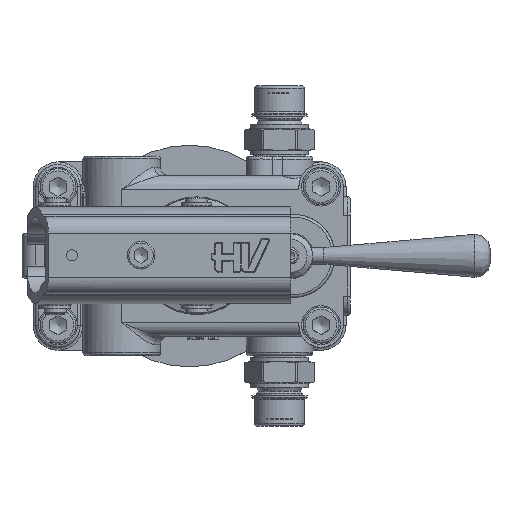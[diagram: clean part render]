
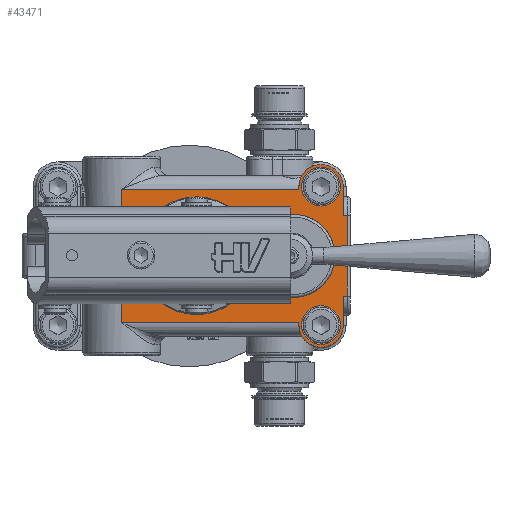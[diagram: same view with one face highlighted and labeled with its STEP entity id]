
A CAD part, top view. The second image highlights one B-rep face of the part: STEP entity #43471.
In plain terms, the highlighted planar face has unit normal (0, 0, 1).
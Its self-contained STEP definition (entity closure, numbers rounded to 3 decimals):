
#14762=CARTESIAN_POINT('',(111.,59.,43.));
#14763=VERTEX_POINT('',#14762);
#14764=CARTESIAN_POINT('',(104.,59.,43.));
#14765=DIRECTION('',(0.0,0.0,-1.0));
#14766=DIRECTION('',(1.0,0.0,0.0));
#14767=AXIS2_PLACEMENT_3D('',#14764,#14765,#14766);
#14768=CIRCLE('',#14767,7.);
#14769=EDGE_CURVE('',#14763,#14763,#14768,.T.);
#14810=CARTESIAN_POINT('',(111.0,9.,43.));
#14811=VERTEX_POINT('',#14810);
#14812=CARTESIAN_POINT('',(104.0,9.,43.));
#14813=DIRECTION('',(0.0,0.0,-1.0));
#14814=DIRECTION('',(1.0,0.0,0.0));
#14815=AXIS2_PLACEMENT_3D('',#14812,#14813,#14814);
#14816=CIRCLE('',#14815,7.);
#14817=EDGE_CURVE('',#14811,#14811,#14816,.T.);
#16157=CARTESIAN_POINT('',(112.,9.,43.));
#16158=VERTEX_POINT('',#16157);
#16165=CARTESIAN_POINT('',(96.0,9.,43.));
#16166=VERTEX_POINT('',#16165);
#16167=CARTESIAN_POINT('',(104.0,9.,43.));
#16168=DIRECTION('',(0.0,0.0,-1.0));
#16169=DIRECTION('',(-1.0,0.0,0.0));
#16170=AXIS2_PLACEMENT_3D('',#16167,#16168,#16169);
#16171=CIRCLE('',#16170,8.0);
#16172=EDGE_CURVE('',#16158,#16166,#16171,.T.);
#16300=CARTESIAN_POINT('',(83.0,23.802,43.));
#16301=VERTEX_POINT('',#16300);
#16309=CARTESIAN_POINT('',(83.0,44.198,43.));
#16310=VERTEX_POINT('',#16309);
#16311=CARTESIAN_POINT('',(94.,34.0,43.));
#16312=DIRECTION('',(0.0,0.0,-1.0));
#16313=DIRECTION('',(-1.0,0.0,0.0));
#16314=AXIS2_PLACEMENT_3D('',#16311,#16312,#16313);
#16315=CIRCLE('',#16314,15.0);
#16316=EDGE_CURVE('',#16310,#16301,#16315,.T.);
#16335=CARTESIAN_POINT('',(83.0,23.802,43.));
#16336=DIRECTION('',(0.0,1.0,0.0));
#16337=VECTOR('',#16336,20.396);
#16338=LINE('',#16335,#16337);
#16339=EDGE_CURVE('',#16301,#16310,#16338,.T.);
#16836=CARTESIAN_POINT('',(96.,59.,43.));
#16837=VERTEX_POINT('',#16836);
#16844=CARTESIAN_POINT('',(112.0,59.,43.));
#16845=VERTEX_POINT('',#16844);
#16846=CARTESIAN_POINT('',(104.,59.,43.));
#16847=DIRECTION('',(0.0,0.0,-1.0));
#16848=DIRECTION('',(1.0,0.0,0.0));
#16849=AXIS2_PLACEMENT_3D('',#16846,#16847,#16848);
#16850=CIRCLE('',#16849,8.0);
#16851=EDGE_CURVE('',#16837,#16845,#16850,.T.);
#16876=CARTESIAN_POINT('',(32.,58.,43.));
#16877=VERTEX_POINT('',#16876);
#16893=CARTESIAN_POINT('',(96.,58.,43.));
#16894=VERTEX_POINT('',#16893);
#16895=CARTESIAN_POINT('',(96.,58.,43.));
#16896=DIRECTION('',(-1.0,0.0,0.0));
#16897=VECTOR('',#16896,64.);
#16898=LINE('',#16895,#16897);
#16899=EDGE_CURVE('',#16894,#16877,#16898,.T.);
#17695=CARTESIAN_POINT('',(32.,44.122,43.));
#17696=VERTEX_POINT('',#17695);
#17707=CARTESIAN_POINT('',(32.0,44.122,43.0));
#17708=DIRECTION('',(0.0,1.0,0.0));
#17709=VECTOR('',#17708,13.878);
#17710=LINE('',#17707,#17709);
#17711=EDGE_CURVE('',#17696,#16877,#17710,.T.);
#18407=CARTESIAN_POINT('',(32.,10.0,43.));
#18408=VERTEX_POINT('',#18407);
#18877=CARTESIAN_POINT('',(32.,23.878,43.));
#18878=VERTEX_POINT('',#18877);
#18879=CARTESIAN_POINT('',(32.0,10.,43.0));
#18880=DIRECTION('',(0.0,1.0,0.0));
#18881=VECTOR('',#18880,13.878);
#18882=LINE('',#18879,#18881);
#18883=EDGE_CURVE('',#18408,#18878,#18882,.T.);
#18976=CARTESIAN_POINT('',(96.0,10.0,43.));
#18977=VERTEX_POINT('',#18976);
#18985=CARTESIAN_POINT('',(96.0,10.0,43.));
#18986=DIRECTION('',(-1.0,0.0,0.0));
#18987=VECTOR('',#18986,64.);
#18988=LINE('',#18985,#18987);
#18989=EDGE_CURVE('',#18977,#18408,#18988,.T.);
#20203=CARTESIAN_POINT('',(113.5,48.5,43.));
#20204=VERTEX_POINT('',#20203);
#20247=CARTESIAN_POINT('',(113.5,19.5,43.));
#20248=VERTEX_POINT('',#20247);
#20265=CARTESIAN_POINT('',(113.5,48.5,43.));
#20266=DIRECTION('',(0.0,-1.0,0.0));
#20267=VECTOR('',#20266,29.);
#20268=LINE('',#20265,#20267);
#20269=EDGE_CURVE('',#20204,#20248,#20268,.T.);
#20688=CARTESIAN_POINT('',(112.0,19.5,43.));
#20689=VERTEX_POINT('',#20688);
#20690=CARTESIAN_POINT('',(112.0,19.5,43.));
#20691=DIRECTION('',(1.0,0.0,0.0));
#20692=VECTOR('',#20691,1.5);
#20693=LINE('',#20690,#20692);
#20694=EDGE_CURVE('',#20689,#20248,#20693,.T.);
#20721=CARTESIAN_POINT('',(112.,48.5,43.));
#20722=VERTEX_POINT('',#20721);
#20730=CARTESIAN_POINT('',(112.,48.5,43.));
#20731=DIRECTION('',(1.0,0.0,0.0));
#20732=VECTOR('',#20731,1.5);
#20733=LINE('',#20730,#20732);
#20734=EDGE_CURVE('',#20722,#20204,#20733,.T.);
#20931=CARTESIAN_POINT('',(112.,19.5,43.));
#20932=DIRECTION('',(0.0,-1.0,0.0));
#20933=VECTOR('',#20932,10.5);
#20934=LINE('',#20931,#20933);
#20935=EDGE_CURVE('',#20689,#16158,#20934,.T.);
#20948=CARTESIAN_POINT('',(112.0,59.,43.));
#20949=DIRECTION('',(0.0,-1.0,0.0));
#20950=VECTOR('',#20949,10.5);
#20951=LINE('',#20948,#20950);
#20952=EDGE_CURVE('',#16845,#20722,#20951,.T.);
#21480=CARTESIAN_POINT('',(33.732,27.,43.));
#21481=VERTEX_POINT('',#21480);
#21508=CARTESIAN_POINT('',(32.,23.878,43.));
#21509=CARTESIAN_POINT('',(32.433,24.178,43.));
#21510=CARTESIAN_POINT('',(33.336,25.067,43.));
#21511=CARTESIAN_POINT('',(33.732,26.29,43.0));
#21512=CARTESIAN_POINT('',(33.732,27.,43.));
#21513=B_SPLINE_CURVE_WITH_KNOTS('',3,(#21508,#21509,#21510,#21511,#21512),.UNSPECIFIED.,.F.,.U.,(4,1,4),(2.696,2.854,3.065),.UNSPECIFIED.);
#21514=EDGE_CURVE('',#18878,#21481,#21513,.T.);
#21524=CARTESIAN_POINT('',(33.732,41.0,43.));
#21525=VERTEX_POINT('',#21524);
#21542=CARTESIAN_POINT('',(33.732,27.,43.));
#21543=DIRECTION('',(0.0,1.0,0.0));
#21544=VECTOR('',#21543,14.);
#21545=LINE('',#21542,#21544);
#21546=EDGE_CURVE('',#21481,#21525,#21545,.T.);
#21595=CARTESIAN_POINT('',(33.732,41.0,43.));
#21596=CARTESIAN_POINT('',(33.732,41.528,43.));
#21597=CARTESIAN_POINT('',(33.438,42.767,43.));
#21598=CARTESIAN_POINT('',(32.582,43.719,43.));
#21599=CARTESIAN_POINT('',(32.,44.122,43.));
#21600=B_SPLINE_CURVE_WITH_KNOTS('',3,(#21595,#21596,#21597,#21598,#21599),.UNSPECIFIED.,.F.,.U.,(4,1,4),(2.696,2.855,3.066),.UNSPECIFIED.);
#21601=EDGE_CURVE('',#21525,#17696,#21600,.T.);
#21699=CARTESIAN_POINT('',(96.,9.,43.));
#21700=DIRECTION('',(0.0,1.0,0.0));
#21701=VECTOR('',#21700,1.);
#21702=LINE('',#21699,#21701);
#21703=EDGE_CURVE('',#16166,#18977,#21702,.T.);
#21714=CARTESIAN_POINT('',(96.,58.,43.));
#21715=DIRECTION('',(0.0,1.0,0.0));
#21716=VECTOR('',#21715,1.);
#21717=LINE('',#21714,#21716);
#21718=EDGE_CURVE('',#16894,#16837,#21717,.T.);
#43427=CARTESIAN_POINT('',(104.,34.,43.));
#43428=DIRECTION('',(0.0,0.0,1.0));
#43429=DIRECTION('',(1.0,0.0,0.0));
#43430=AXIS2_PLACEMENT_3D('',#43427,#43428,#43429);
#43431=PLANE('',#43430);
#43432=ORIENTED_EDGE('',*,*,#20269,.F.);
#43433=ORIENTED_EDGE('',*,*,#20734,.F.);
#43434=ORIENTED_EDGE('',*,*,#20952,.F.);
#43435=ORIENTED_EDGE('',*,*,#16851,.F.);
#43436=ORIENTED_EDGE('',*,*,#21718,.F.);
#43437=ORIENTED_EDGE('',*,*,#16899,.T.);
#43438=ORIENTED_EDGE('',*,*,#17711,.F.);
#43439=ORIENTED_EDGE('',*,*,#21601,.F.);
#43440=ORIENTED_EDGE('',*,*,#21546,.F.);
#43441=ORIENTED_EDGE('',*,*,#21514,.F.);
#43442=ORIENTED_EDGE('',*,*,#18883,.F.);
#43443=ORIENTED_EDGE('',*,*,#18989,.F.);
#43444=ORIENTED_EDGE('',*,*,#21703,.F.);
#43445=ORIENTED_EDGE('',*,*,#16172,.F.);
#43446=ORIENTED_EDGE('',*,*,#20935,.F.);
#43447=ORIENTED_EDGE('',*,*,#20694,.T.);
#43448=EDGE_LOOP('',(#43432,#43433,#43434,#43435,#43436,#43437,#43438,#43439,#43440,#43441,#43442,#43443,#43444,#43445,#43446,#43447));
#43449=FACE_OUTER_BOUND('',#43448,.T.);
#43450=ORIENTED_EDGE('',*,*,#16316,.T.);
#43451=ORIENTED_EDGE('',*,*,#16339,.T.);
#43452=EDGE_LOOP('',(#43450,#43451));
#43453=FACE_BOUND('',#43452,.T.);
#43454=ORIENTED_EDGE('',*,*,#14817,.T.);
#43455=EDGE_LOOP('',(#43454));
#43456=FACE_BOUND('',#43455,.T.);
#43457=ORIENTED_EDGE('',*,*,#14769,.T.);
#43458=EDGE_LOOP('',(#43457));
#43459=FACE_BOUND('',#43458,.T.);
#43460=CARTESIAN_POINT('',(43.107,43.473,43.));
#43461=VERTEX_POINT('',#43460);
#43462=CARTESIAN_POINT('',(59.,34.,43.));
#43463=DIRECTION('',(0.0,0.0,1.0));
#43464=DIRECTION('',(1.0,0.0,0.0));
#43465=AXIS2_PLACEMENT_3D('',#43462,#43463,#43464);
#43466=CIRCLE('',#43465,18.502);
#43467=EDGE_CURVE('',#43461,#43461,#43466,.T.);
#43468=ORIENTED_EDGE('',*,*,#43467,.F.);
#43469=EDGE_LOOP('',(#43468));
#43470=FACE_BOUND('',#43469,.T.);
#43471=ADVANCED_FACE('',(#43449,#43453,#43456,#43459,#43470),#43431,.T.);
